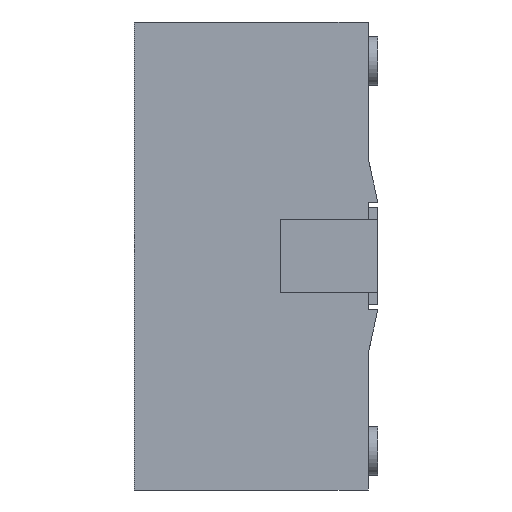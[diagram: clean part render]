
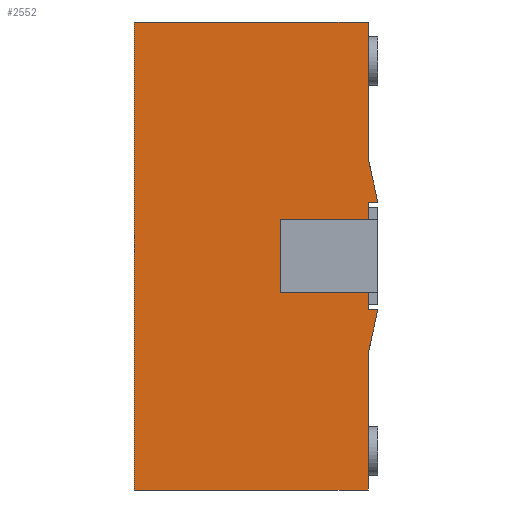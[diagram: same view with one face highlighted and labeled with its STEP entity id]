
A CAD part, left-side view. The second image highlights one B-rep face of the part: STEP entity #2552.
In plain terms, the highlighted planar face has unit normal (-1, 0, 0).
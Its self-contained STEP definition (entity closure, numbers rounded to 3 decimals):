
#132=PLANE('',#2735);
#258=FACE_OUTER_BOUND('',#390,.T.);
#390=EDGE_LOOP('',(#2235,#2236,#2237,#2238,#2239,#2240,#2241,#2242,#2243,
#2244,#2245,#2246,#2247,#2248));
#528=LINE('',#3645,#836);
#542=LINE('',#3671,#850);
#544=LINE('',#3675,#852);
#667=LINE('',#3936,#975);
#679=LINE('',#3995,#987);
#684=LINE('',#4005,#992);
#686=LINE('',#4009,#994);
#691=LINE('',#4019,#999);
#696=LINE('',#4030,#1004);
#699=LINE('',#4035,#1007);
#700=LINE('',#4037,#1008);
#701=LINE('',#4039,#1009);
#702=LINE('',#4041,#1010);
#703=LINE('',#4042,#1011);
#836=VECTOR('',#2977,10.);
#850=VECTOR('',#2997,10.);
#852=VECTOR('',#3001,10.);
#975=VECTOR('',#3238,1000.);
#987=VECTOR('',#3300,1000.);
#992=VECTOR('',#3309,1000.);
#994=VECTOR('',#3313,1000.);
#999=VECTOR('',#3322,1000.);
#1004=VECTOR('',#3331,1000.);
#1007=VECTOR('',#3338,1000.);
#1008=VECTOR('',#3339,1000.);
#1009=VECTOR('',#3340,1000.);
#1010=VECTOR('',#3341,1000.);
#1011=VECTOR('',#3342,1000.);
#1141=VERTEX_POINT('',#3638);
#1144=VERTEX_POINT('',#3643);
#1153=VERTEX_POINT('',#3669);
#1154=VERTEX_POINT('',#3674);
#1235=VERTEX_POINT('',#3935);
#1257=VERTEX_POINT('',#3993);
#1260=VERTEX_POINT('',#4003);
#1261=VERTEX_POINT('',#4007);
#1264=VERTEX_POINT('',#4017);
#1267=VERTEX_POINT('',#4027);
#1268=VERTEX_POINT('',#4029);
#1269=VERTEX_POINT('',#4036);
#1270=VERTEX_POINT('',#4038);
#1271=VERTEX_POINT('',#4040);
#1409=EDGE_CURVE('',#1141,#1144,#528,.T.);
#1423=EDGE_CURVE('',#1144,#1153,#542,.T.);
#1425=EDGE_CURVE('',#1154,#1141,#544,.T.);
#1552=EDGE_CURVE('',#1154,#1235,#667,.T.);
#1583=EDGE_CURVE('',#1257,#1153,#679,.T.);
#1588=EDGE_CURVE('',#1260,#1235,#684,.T.);
#1590=EDGE_CURVE('',#1261,#1260,#686,.T.);
#1595=EDGE_CURVE('',#1257,#1264,#691,.T.);
#1600=EDGE_CURVE('',#1267,#1268,#696,.T.);
#1603=EDGE_CURVE('',#1264,#1268,#699,.T.);
#1604=EDGE_CURVE('',#1267,#1269,#700,.T.);
#1605=EDGE_CURVE('',#1269,#1270,#701,.T.);
#1606=EDGE_CURVE('',#1271,#1270,#702,.T.);
#1607=EDGE_CURVE('',#1261,#1271,#703,.T.);
#2235=ORIENTED_EDGE('',*,*,#1423,.T.);
#2236=ORIENTED_EDGE('',*,*,#1583,.F.);
#2237=ORIENTED_EDGE('',*,*,#1595,.T.);
#2238=ORIENTED_EDGE('',*,*,#1603,.T.);
#2239=ORIENTED_EDGE('',*,*,#1600,.F.);
#2240=ORIENTED_EDGE('',*,*,#1604,.T.);
#2241=ORIENTED_EDGE('',*,*,#1605,.T.);
#2242=ORIENTED_EDGE('',*,*,#1606,.F.);
#2243=ORIENTED_EDGE('',*,*,#1607,.F.);
#2244=ORIENTED_EDGE('',*,*,#1590,.T.);
#2245=ORIENTED_EDGE('',*,*,#1588,.T.);
#2246=ORIENTED_EDGE('',*,*,#1552,.F.);
#2247=ORIENTED_EDGE('',*,*,#1425,.T.);
#2248=ORIENTED_EDGE('',*,*,#1409,.T.);
#2552=ADVANCED_FACE('',(#258),#132,.F.);
#2735=AXIS2_PLACEMENT_3D('',#4034,#3336,#3337);
#2977=DIRECTION('',(0.,0.,1.));
#2997=DIRECTION('',(0.,-1.,0.));
#3001=DIRECTION('',(0.,1.,0.));
#3238=DIRECTION('',(0.,0.,-1.));
#3300=DIRECTION('',(0.,0.,-1.));
#3309=DIRECTION('',(0.,1.,0.));
#3313=DIRECTION('',(0.,-0.217,0.976));
#3322=DIRECTION('',(0.,-1.,0.));
#3331=DIRECTION('',(0.,0.,-1.));
#3336=DIRECTION('center_axis',(1.,0.,0.));
#3337=DIRECTION('ref_axis',(0.,0.,1.));
#3338=DIRECTION('',(0.,0.217,0.976));
#3339=DIRECTION('',(0.,1.,0.));
#3340=DIRECTION('',(0.,0.,-1.));
#3341=DIRECTION('',(0.,1.,0.));
#3342=DIRECTION('',(0.,0.,-1.));
#3638=CARTESIAN_POINT('',(-4.592,-0.738,-0.515));
#3643=CARTESIAN_POINT('',(-4.592,-0.738,0.985));
#3645=CARTESIAN_POINT('',(-4.592,-0.738,-1.79));
#3669=CARTESIAN_POINT('',(-4.592,-2.538,0.985));
#3671=CARTESIAN_POINT('',(-4.592,-1.988,0.985));
#3674=CARTESIAN_POINT('',(-4.592,-2.538,-0.515));
#3675=CARTESIAN_POINT('',(-4.592,-1.988,-0.515));
#3935=CARTESIAN_POINT('',(-4.592,-2.538,-0.865));
#3936=CARTESIAN_POINT('',(-4.592,-2.538,-4.565));
#3993=CARTESIAN_POINT('',(-4.592,-2.538,1.335));
#3995=CARTESIAN_POINT('',(-4.592,-2.538,-4.565));
#4003=CARTESIAN_POINT('',(-4.592,-2.738,-0.865));
#4005=CARTESIAN_POINT('',(-4.592,-2.538,-0.865));
#4007=CARTESIAN_POINT('',(-4.592,-2.538,-1.765));
#4009=CARTESIAN_POINT('',(-4.592,-2.738,-0.865));
#4017=CARTESIAN_POINT('',(-4.592,-2.738,1.335));
#4019=CARTESIAN_POINT('',(-4.592,-2.538,1.335));
#4027=CARTESIAN_POINT('',(-4.592,-2.538,5.035));
#4029=CARTESIAN_POINT('',(-4.592,-2.538,2.235));
#4030=CARTESIAN_POINT('',(-4.592,-2.538,-4.565));
#4034=CARTESIAN_POINT('Origin',(-4.592,-2.538,-4.565));
#4035=CARTESIAN_POINT('',(-4.592,-2.738,1.335));
#4036=CARTESIAN_POINT('',(-4.592,2.262,5.035));
#4037=CARTESIAN_POINT('',(-4.592,-2.538,5.035));
#4038=CARTESIAN_POINT('',(-4.592,2.262,-4.565));
#4039=CARTESIAN_POINT('',(-4.592,2.262,-4.565));
#4040=CARTESIAN_POINT('',(-4.592,-2.538,-4.565));
#4041=CARTESIAN_POINT('',(-4.592,-2.538,-4.565));
#4042=CARTESIAN_POINT('',(-4.592,-2.538,-4.565));
